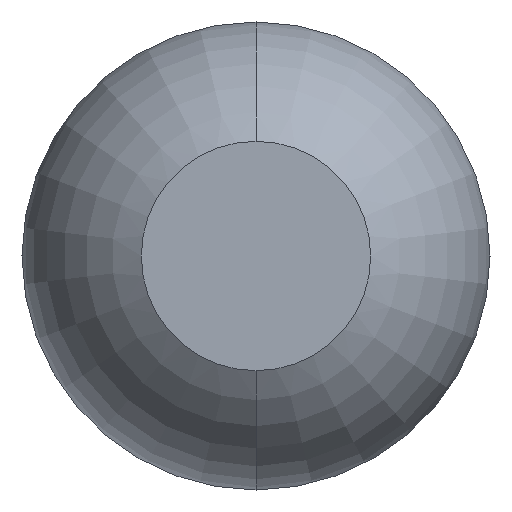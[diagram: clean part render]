
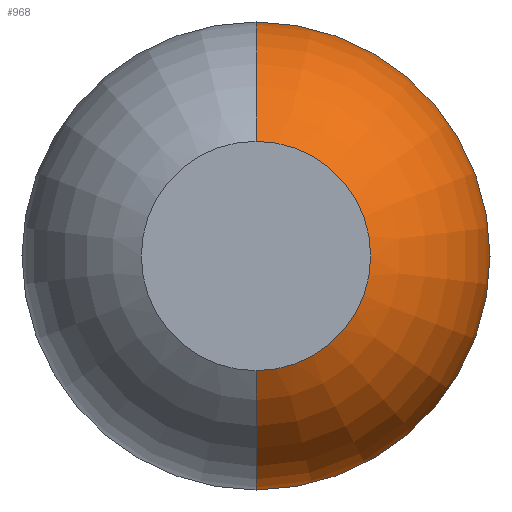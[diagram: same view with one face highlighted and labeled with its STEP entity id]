
A CAD part, front view. The second image highlights one B-rep face of the part: STEP entity #968.
In plain terms, the highlighted toroidal (fillet/blend) face has major radius 0.01 mm and minor radius 0.5 mm.
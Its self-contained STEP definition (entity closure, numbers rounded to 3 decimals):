
#60 = CARTESIAN_POINT ( 'NONE',  ( 0., -24.961, 0. ) ) ;
#160 = EDGE_CURVE ( 'NONE', #2359, #1564, #3537, .T. ) ;
#238 = AXIS2_PLACEMENT_3D ( 'NONE', #2077, #735, #2431 ) ;
#312 = ORIENTED_EDGE ( 'NONE', *, *, #1075, .T. ) ;
#494 = AXIS2_PLACEMENT_3D ( 'NONE', #1304, #1038, #2744 ) ;
#571 = ORIENTED_EDGE ( 'NONE', *, *, #1373, .T. ) ;
#735 = DIRECTION ( 'NONE',  ( 0., -1., 0. ) ) ;
#760 = CARTESIAN_POINT ( 'NONE',  ( 0., -25.4, 0. ) ) ;
#883 = DIRECTION ( 'NONE',  ( 0., 0., -1. ) ) ;
#885 = CIRCLE ( 'NONE', #3631, 0.25 ) ;
#968 = ADVANCED_FACE ( 'Defeature ausgef�hrt2_0', ( #1880 ), #3299, .T. ) ;
#1038 = DIRECTION ( 'NONE',  ( 1., 0., 0. ) ) ;
#1075 = EDGE_CURVE ( 'NONE', #2842, #2809, #2011, .T. ) ;
#1100 = AXIS2_PLACEMENT_3D ( 'NONE', #60, #1956, #883 ) ;
#1112 = CARTESIAN_POINT ( 'NONE',  ( 0., -25.4, 0.25 ) ) ;
#1198 = ORIENTED_EDGE ( 'NONE', *, *, #160, .F. ) ;
#1304 = CARTESIAN_POINT ( 'NONE',  ( 0., -24.961, 0.01 ) ) ;
#1373 = EDGE_CURVE ( 'Defeature ausgef�hrt2_0+Defeature ausgef�hrt2_12+Defeature ausgef�hrt2_12+Defeature ausgef�hrt2_12', #2809, #1564, #885, .T. ) ;
#1470 = ORIENTED_EDGE ( 'NONE', *, *, #2015, .T. ) ;
#1564 = VERTEX_POINT ( 'NONE', #2773 ) ;
#1633 = AXIS2_PLACEMENT_3D ( 'NONE', #2369, #2115, #1819 ) ;
#1819 = DIRECTION ( 'NONE',  ( 0., 0., 1. ) ) ;
#1880 = FACE_OUTER_BOUND ( 'NONE', #2716, .T. ) ;
#1956 = DIRECTION ( 'NONE',  ( 0., -1., 0. ) ) ;
#2011 = CIRCLE ( 'NONE', #494, 0.5 ) ;
#2015 = EDGE_CURVE ( 'Defeature ausgef�hrt2_0+Defeature ausgef�hrt2_6+Defeature ausgef�hrt2_6+Defeature ausgef�hrt2_6', #2359, #2842, #2290, .T. ) ;
#2077 = CARTESIAN_POINT ( 'NONE',  ( 0., -24.961, 0. ) ) ;
#2115 = DIRECTION ( 'NONE',  ( -1., 0., 0. ) ) ;
#2290 = CIRCLE ( 'NONE', #1100, 0.51 ) ;
#2359 = VERTEX_POINT ( 'NONE', #3001 ) ;
#2369 = CARTESIAN_POINT ( 'NONE',  ( 0., -24.961, -0.01 ) ) ;
#2431 = DIRECTION ( 'NONE',  ( 0., 0., -1. ) ) ;
#2716 = EDGE_LOOP ( 'NONE', ( #1470, #312, #571, #1198 ) ) ;
#2744 = DIRECTION ( 'NONE',  ( 0., 0., -1. ) ) ;
#2773 = CARTESIAN_POINT ( 'NONE',  ( 0., -25.4, -0.25 ) ) ;
#2809 = VERTEX_POINT ( 'NONE', #1112 ) ;
#2842 = VERTEX_POINT ( 'NONE', #3103 ) ;
#2956 = DIRECTION ( 'NONE',  ( 0., 1., 0. ) ) ;
#3001 = CARTESIAN_POINT ( 'NONE',  ( 0., -24.961, -0.51 ) ) ;
#3103 = CARTESIAN_POINT ( 'NONE',  ( 0., -24.961, 0.51 ) ) ;
#3239 = DIRECTION ( 'NONE',  ( 0., 0., 1. ) ) ;
#3299 = TOROIDAL_SURFACE ( 'NONE', #238, 0.01, 0.5 ) ;
#3537 = CIRCLE ( 'NONE', #1633, 0.5 ) ;
#3631 = AXIS2_PLACEMENT_3D ( 'NONE', #760, #2956, #3239 ) ;
